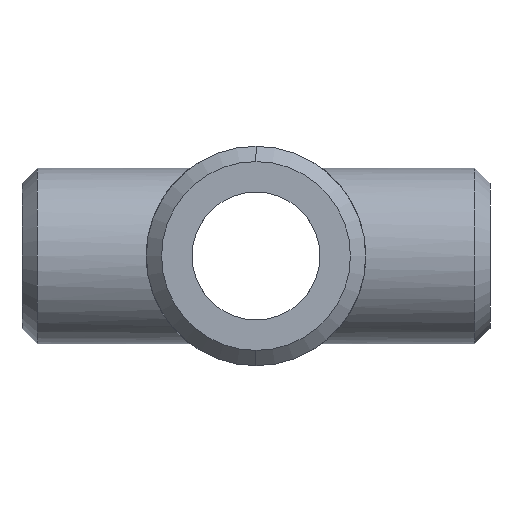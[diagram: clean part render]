
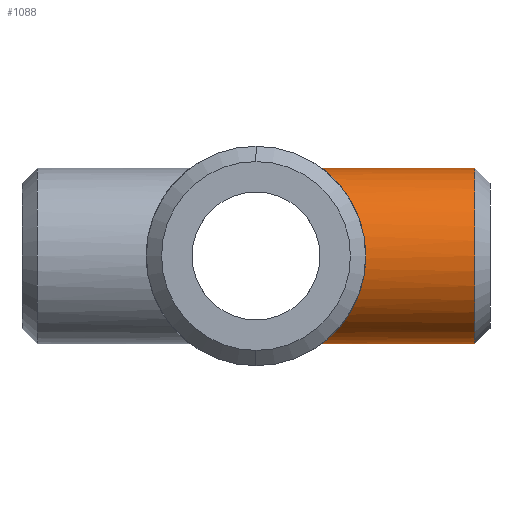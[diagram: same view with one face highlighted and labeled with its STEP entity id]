
A CAD part, left-side view. The second image highlights one B-rep face of the part: STEP entity #1088.
In plain terms, the highlighted cylindrical face has radius 10.668 mm (diameter 21.336 mm), a partial arc.
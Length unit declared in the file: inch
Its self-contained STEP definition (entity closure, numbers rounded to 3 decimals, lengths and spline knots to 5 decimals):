
#13 = B_SPLINE_CURVE_WITH_KNOTS ( 'NONE', 3,
 ( #654, #211, #1065, #472, #405, #561, #984, #1046, #43, #391, #116, #733, #135, #555, #659, #991, #309, #647, #228, #571, #235, #801, #578, #906, #590, #584, #240, #68, #167, #253, #996, #1082, #493, #513, #918, #679, #246, #923, #836, #912, #832, #685, #144, #415, #751, #851, #665, #927, #1005, #331, #595, #83, #340, #420 ),
 .UNSPECIFIED., .F., .F.,
 ( 4, 2, 2, 2, 2, 2, 2, 2, 2, 2, 2, 2, 2, 2, 2, 2, 2, 2, 2, 2, 2, 2, 2, 2, 2, 2, 4 ),
 ( 0.03538, 0.03649, 0.03759, 0.0398, 0.04091, 0.04201, 0.04422, 0.04533, 0.04643, 0.04864, 0.04975, 0.05085, 0.05195, 0.05306, 0.05416, 0.05527, 0.05748, 0.05858, 0.05969, 0.0619, 0.06411, 0.06521, 0.06632, 0.06742, 0.06853, 0.06963, 0.07074 ),
 .UNSPECIFIED. ) ;
#20 = DIRECTION ( 'NONE',  ( 0., 1., 0. ) ) ;
#28 = CARTESIAN_POINT ( 'NONE',  ( 0., -1.12, -0.42 ) ) ;
#43 = CARTESIAN_POINT ( 'NONE',  ( -0.18865, -0.36704, 0.37548 ) ) ;
#68 = CARTESIAN_POINT ( 'NONE',  ( -0.42004, -0.52504, -0.01317 ) ) ;
#83 = CARTESIAN_POINT ( 'NONE',  ( -0.02953, -0.31606, -0.41921 ) ) ;
#116 = CARTESIAN_POINT ( 'NONE',  ( -0.22292, -0.3858, 0.35619 ) ) ;
#134 = VERTEX_POINT ( 'NONE', #687 ) ;
#135 = CARTESIAN_POINT ( 'NONE',  ( -0.27529, -0.41811, 0.31829 ) ) ;
#144 = CARTESIAN_POINT ( 'NONE',  ( -0.21226, -0.37971, -0.36266 ) ) ;
#167 = CARTESIAN_POINT ( 'NONE',  ( -0.41934, -0.52447, -0.02764 ) ) ;
#193 = CYLINDRICAL_SURFACE ( 'NONE', #222, 0.42 ) ;
#211 = CARTESIAN_POINT ( 'NONE',  ( -0.01459, -0.315, 0.42 ) ) ;
#222 = AXIS2_PLACEMENT_3D ( 'NONE', #549, #355, #1101 ) ;
#228 = CARTESIAN_POINT ( 'NONE',  ( -0.37346, -0.48851, 0.19418 ) ) ;
#235 = CARTESIAN_POINT ( 'NONE',  ( -0.39532, -0.50547, 0.14255 ) ) ;
#240 = CARTESIAN_POINT ( 'NONE',  ( -0.41995, -0.52496, 0.01584 ) ) ;
#246 = CARTESIAN_POINT ( 'NONE',  ( -0.35366, -0.47357, -0.22696 ) ) ;
#251 = VECTOR ( 'NONE', #545, 39.37008 ) ;
#253 = CARTESIAN_POINT ( 'NONE',  ( -0.41643, -0.52215, -0.0565 ) ) ;
#296 = CARTESIAN_POINT ( 'NONE',  ( 0., -1.047, 0. ) ) ;
#309 = CARTESIAN_POINT ( 'NONE',  ( -0.33745, -0.4616, 0.2504 ) ) ;
#327 = CARTESIAN_POINT ( 'NONE',  ( 0., -0.315, -0.42 ) ) ;
#331 = CARTESIAN_POINT ( 'NONE',  ( -0.07236, -0.32293, -0.41396 ) ) ;
#340 = CARTESIAN_POINT ( 'NONE',  ( -0.01474, -0.315, -0.42 ) ) ;
#355 = DIRECTION ( 'NONE',  ( 0., 1., 0. ) ) ;
#391 = CARTESIAN_POINT ( 'NONE',  ( -0.21178, -0.37945, 0.36293 ) ) ;
#405 = CARTESIAN_POINT ( 'NONE',  ( -0.07199, -0.32284, 0.41403 ) ) ;
#415 = CARTESIAN_POINT ( 'NONE',  ( -0.18909, -0.36727, -0.37526 ) ) ;
#420 = CARTESIAN_POINT ( 'NONE',  ( 0., -0.315, -0.42 ) ) ;
#462 = DIRECTION ( 'NONE',  ( 0., 0., -1. ) ) ;
#472 = CARTESIAN_POINT ( 'NONE',  ( -0.05768, -0.31992, 0.41627 ) ) ;
#493 = CARTESIAN_POINT ( 'NONE',  ( -0.39683, -0.5066, -0.1404 ) ) ;
#494 = CIRCLE ( 'NONE', #780, 0.42 ) ;
#499 = VERTEX_POINT ( 'NONE', #1104 ) ;
#513 = CARTESIAN_POINT ( 'NONE',  ( -0.3802, -0.49372, -0.17902 ) ) ;
#519 = EDGE_CURVE ( 'NONE', #1064, #499, #494, .T. ) ;
#545 = DIRECTION ( 'NONE',  ( 0., 1., 0. ) ) ;
#549 = CARTESIAN_POINT ( 'NONE',  ( 0., -1.12, 0. ) ) ;
#555 = CARTESIAN_POINT ( 'NONE',  ( -0.30339, -0.43729, 0.29074 ) ) ;
#560 = EDGE_CURVE ( 'NONE', #1064, #808, #959, .T. ) ;
#561 = CARTESIAN_POINT ( 'NONE',  ( -0.11358, -0.33378, 0.40534 ) ) ;
#571 = CARTESIAN_POINT ( 'NONE',  ( -0.39027, -0.50152, 0.15584 ) ) ;
#578 = CARTESIAN_POINT ( 'NONE',  ( -0.40771, -0.51522, 0.10188 ) ) ;
#584 = CARTESIAN_POINT ( 'NONE',  ( -0.41916, -0.52432, 0.03038 ) ) ;
#590 = CARTESIAN_POINT ( 'NONE',  ( -0.41602, -0.52182, 0.05955 ) ) ;
#595 = CARTESIAN_POINT ( 'NONE',  ( -0.05828, -0.32003, -0.41619 ) ) ;
#604 = FACE_OUTER_BOUND ( 'NONE', #900, .T. ) ;
#639 = EDGE_CURVE ( 'NONE', #499, #134, #1061, .T. ) ;
#647 = CARTESIAN_POINT ( 'NONE',  ( -0.36016, -0.47837, 0.21768 ) ) ;
#654 = CARTESIAN_POINT ( 'NONE',  ( 0., -0.315, 0.42 ) ) ;
#659 = CARTESIAN_POINT ( 'NONE',  ( -0.31241, -0.44361, 0.28102 ) ) ;
#665 = CARTESIAN_POINT ( 'NONE',  ( -0.13994, -0.34447, -0.39624 ) ) ;
#679 = CARTESIAN_POINT ( 'NONE',  ( -0.36079, -0.47893, -0.21545 ) ) ;
#685 = CARTESIAN_POINT ( 'NONE',  ( -0.22356, -0.38617, -0.3558 ) ) ;
#687 = CARTESIAN_POINT ( 'NONE',  ( 0., -0.315, 0.42 ) ) ;
#711 = CARTESIAN_POINT ( 'NONE',  ( 0., -1.12, 0.42 ) ) ;
#733 = CARTESIAN_POINT ( 'NONE',  ( -0.25522, -0.40505, 0.33456 ) ) ;
#739 = ORIENTED_EDGE ( 'NONE', *, *, #519, .T. ) ;
#751 = CARTESIAN_POINT ( 'NONE',  ( -0.17718, -0.36125, -0.38103 ) ) ;
#780 = AXIS2_PLACEMENT_3D ( 'NONE', #296, #804, #462 ) ;
#801 = CARTESIAN_POINT ( 'NONE',  ( -0.40402, -0.5123, 0.11562 ) ) ;
#804 = DIRECTION ( 'NONE',  ( 0., 1., 0. ) ) ;
#808 = VERTEX_POINT ( 'NONE', #327 ) ;
#832 = CARTESIAN_POINT ( 'NONE',  ( -0.25618, -0.40564, -0.33386 ) ) ;
#836 = CARTESIAN_POINT ( 'NONE',  ( -0.31355, -0.44424, -0.28067 ) ) ;
#851 = CARTESIAN_POINT ( 'NONE',  ( -0.1526, -0.34985, -0.39152 ) ) ;
#862 = VECTOR ( 'NONE', #20, 39.37008 ) ;
#900 = EDGE_LOOP ( 'NONE', ( #739, #1045, #995, #1100 ) ) ;
#906 = CARTESIAN_POINT ( 'NONE',  ( -0.4137, -0.51997, 0.07385 ) ) ;
#912 = CARTESIAN_POINT ( 'NONE',  ( -0.27627, -0.41877, -0.31743 ) ) ;
#918 = CARTESIAN_POINT ( 'NONE',  ( -0.37404, -0.48899, -0.19152 ) ) ;
#923 = CARTESIAN_POINT ( 'NONE',  ( -0.33081, -0.45668, -0.26016 ) ) ;
#927 = CARTESIAN_POINT ( 'NONE',  ( -0.11367, -0.33466, -0.40456 ) ) ;
#959 = LINE ( 'NONE', #28, #251 ) ;
#984 = CARTESIAN_POINT ( 'NONE',  ( -0.13952, -0.34382, 0.39706 ) ) ;
#991 = CARTESIAN_POINT ( 'NONE',  ( -0.32942, -0.45575, 0.26088 ) ) ;
#993 = EDGE_CURVE ( 'NONE', #134, #808, #13, .T. ) ;
#995 = ORIENTED_EDGE ( 'NONE', *, *, #993, .T. ) ;
#996 = CARTESIAN_POINT ( 'NONE',  ( -0.41421, -0.52037, -0.071 ) ) ;
#1005 = CARTESIAN_POINT ( 'NONE',  ( -0.10002, -0.33023, -0.40816 ) ) ;
#1045 = ORIENTED_EDGE ( 'NONE', *, *, #639, .T. ) ;
#1046 = CARTESIAN_POINT ( 'NONE',  ( -0.17659, -0.36096, 0.38131 ) ) ;
#1061 = LINE ( 'NONE', #711, #862 ) ;
#1064 = VERTEX_POINT ( 'NONE', #1090 ) ;
#1065 = CARTESIAN_POINT ( 'NONE',  ( -0.02904, -0.31602, 0.41924 ) ) ;
#1082 = CARTESIAN_POINT ( 'NONE',  ( -0.40542, -0.5134, -0.11346 ) ) ;
#1088 = ADVANCED_FACE ( 'NONE', ( #604 ), #193, .T. ) ;
#1090 = CARTESIAN_POINT ( 'NONE',  ( 0., -1.047, -0.42 ) ) ;
#1100 = ORIENTED_EDGE ( 'NONE', *, *, #560, .F. ) ;
#1101 = DIRECTION ( 'NONE',  ( 0., 0., -1. ) ) ;
#1104 = CARTESIAN_POINT ( 'NONE',  ( 0., -1.047, 0.42 ) ) ;
